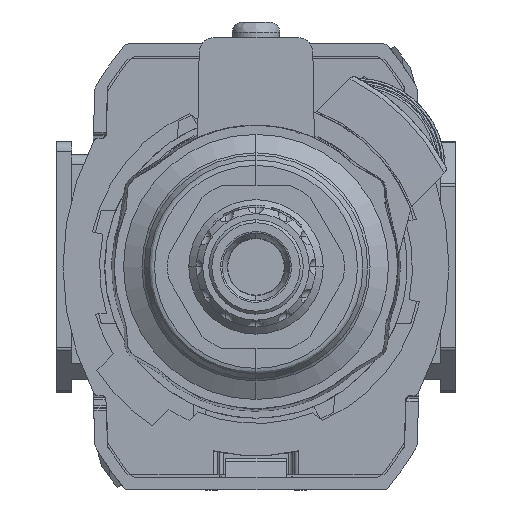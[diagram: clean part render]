
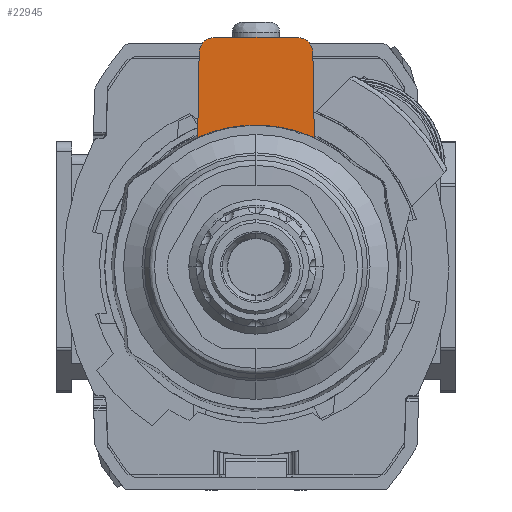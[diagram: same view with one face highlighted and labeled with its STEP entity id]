
A CAD part, front view. The second image highlights one B-rep face of the part: STEP entity #22945.
In plain terms, the highlighted planar face has unit normal (0, -1, 0).
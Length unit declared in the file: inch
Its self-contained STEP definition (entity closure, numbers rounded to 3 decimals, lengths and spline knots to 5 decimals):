
#481 = VECTOR ( 'NONE', #5282, 39.37008 ) ;
#701 = VERTEX_POINT ( 'NONE', #38018 ) ;
#757 = ORIENTED_EDGE ( 'NONE', *, *, #42707, .F. ) ;
#1205 = CIRCLE ( 'NONE', #29212, 0.07087 ) ;
#1470 = ORIENTED_EDGE ( 'NONE', *, *, #4324, .F. ) ;
#1592 = AXIS2_PLACEMENT_3D ( 'NONE', #25669, #4866, #25011 ) ;
#2147 = VERTEX_POINT ( 'NONE', #13878 ) ;
#3144 = VECTOR ( 'NONE', #20502, 39.37008 ) ;
#3341 = EDGE_CURVE ( 'NONE', #2147, #11519, #39589, .T. ) ;
#3549 = FACE_OUTER_BOUND ( 'NONE', #5968, .T. ) ;
#4324 = EDGE_CURVE ( 'NONE', #28562, #10197, #28041, .T. ) ;
#4866 = DIRECTION ( 'NONE',  ( 0., 1., 0. ) ) ;
#5019 = DIRECTION ( 'NONE',  ( 0., 1., 0. ) ) ;
#5282 = DIRECTION ( 'NONE',  ( 0.017, 0., -1. ) ) ;
#5403 = CARTESIAN_POINT ( 'NONE',  ( 0.25754, -3.1311, 0.59835 ) ) ;
#5968 = EDGE_LOOP ( 'NONE', ( #1470, #32156, #25711, #35127, #37987, #757 ) ) ;
#6499 = CARTESIAN_POINT ( 'NONE',  ( -0.19005, -3.1311, 1.05315 ) ) ;
#9110 = CARTESIAN_POINT ( 'NONE',  ( -0.24731, -3.1311, 0.60265 ) ) ;
#9327 = CARTESIAN_POINT ( 'NONE',  ( 0.16165, -3.1311, 0.63611 ) ) ;
#9692 = PLANE ( 'NONE',  #13808 ) ;
#10197 = VERTEX_POINT ( 'NONE', #30283 ) ;
#10856 = VECTOR ( 'NONE', #35205, 39.37008 ) ;
#11519 = VERTEX_POINT ( 'NONE', #23192 ) ;
#12615 = EDGE_CURVE ( 'NONE', #11519, #28562, #30178, .T. ) ;
#13498 = CARTESIAN_POINT ( 'NONE',  ( 0.26086, -3.1311, 0.98352 ) ) ;
#13508 = VERTEX_POINT ( 'NONE', #16343 ) ;
#13808 = AXIS2_PLACEMENT_3D ( 'NONE', #22851, #16481, #19354 ) ;
#13878 = CARTESIAN_POINT ( 'NONE',  ( -0.19005, -3.1311, 1.05315 ) ) ;
#16343 = CARTESIAN_POINT ( 'NONE',  ( -0.2609, -3.1311, 0.98352 ) ) ;
#16481 = DIRECTION ( 'NONE',  ( 0., 1., 0. ) ) ;
#18764 = CARTESIAN_POINT ( 'NONE',  ( 0.08084, -3.1311, 0.65133 ) ) ;
#19354 = DIRECTION ( 'NONE',  ( 0., 0., 1. ) ) ;
#20502 = DIRECTION ( 'NONE',  ( 1., 0., 0. ) ) ;
#21394 = CARTESIAN_POINT ( 'NONE',  ( -0.27343, -3.1311, 0.26575 ) ) ;
#22851 = CARTESIAN_POINT ( 'NONE',  ( -0.19005, -3.1311, 0.98228 ) ) ;
#22912 = CARTESIAN_POINT ( 'NONE',  ( -0.08084, -3.1311, 0.65133 ) ) ;
#22945 = ADVANCED_FACE ( 'NONE', ( #3549 ), #9692, .F. ) ;
#23192 = CARTESIAN_POINT ( 'NONE',  ( 0.19001, -3.1311, 1.05315 ) ) ;
#23474 = EDGE_CURVE ( 'NONE', #13508, #2147, #1205, .T. ) ;
#23698 = B_SPLINE_CURVE_WITH_KNOTS ( 'NONE', 3,
 ( #29261, #5403, #39125, #9327, #18764, #22912, #35430, #9110, #39347, #25547 ),
 .UNSPECIFIED., .F., .F.,
 ( 4, 2, 2, 2, 4 ),
 ( 0., 0.06041, 0.49996, 0.93951, 1. ),
 .UNSPECIFIED. ) ;
#24673 = LINE ( 'NONE', #21394, #10856 ) ;
#25011 = DIRECTION ( 'NONE',  ( 0., 0., -1. ) ) ;
#25547 = CARTESIAN_POINT ( 'NONE',  ( -0.2677, -3.1311, 0.59376 ) ) ;
#25669 = CARTESIAN_POINT ( 'NONE',  ( 0.19001, -3.1311, 0.98228 ) ) ;
#25711 = ORIENTED_EDGE ( 'NONE', *, *, #3341, .F. ) ;
#28041 = LINE ( 'NONE', #28268, #481 ) ;
#28268 = CARTESIAN_POINT ( 'NONE',  ( 0.26086, -3.1311, 0.98352 ) ) ;
#28562 = VERTEX_POINT ( 'NONE', #13498 ) ;
#29212 = AXIS2_PLACEMENT_3D ( 'NONE', #35034, #5019, #38538 ) ;
#29261 = CARTESIAN_POINT ( 'NONE',  ( 0.26766, -3.1311, 0.59378 ) ) ;
#30178 = CIRCLE ( 'NONE', #1592, 0.07087 ) ;
#30283 = CARTESIAN_POINT ( 'NONE',  ( 0.26766, -3.1311, 0.59378 ) ) ;
#32156 = ORIENTED_EDGE ( 'NONE', *, *, #12615, .F. ) ;
#35034 = CARTESIAN_POINT ( 'NONE',  ( -0.19005, -3.1311, 0.98228 ) ) ;
#35127 = ORIENTED_EDGE ( 'NONE', *, *, #23474, .F. ) ;
#35205 = DIRECTION ( 'NONE',  ( 0.017, 0., 1. ) ) ;
#35430 = CARTESIAN_POINT ( 'NONE',  ( -0.16165, -3.1311, 0.63611 ) ) ;
#37987 = ORIENTED_EDGE ( 'NONE', *, *, #42538, .F. ) ;
#38018 = CARTESIAN_POINT ( 'NONE',  ( -0.2677, -3.1311, 0.59376 ) ) ;
#38538 = DIRECTION ( 'NONE',  ( 0., 0., -1. ) ) ;
#39125 = CARTESIAN_POINT ( 'NONE',  ( 0.24729, -3.1311, 0.60266 ) ) ;
#39347 = CARTESIAN_POINT ( 'NONE',  ( -0.25756, -3.1311, 0.59834 ) ) ;
#39589 = LINE ( 'NONE', #6499, #3144 ) ;
#42538 = EDGE_CURVE ( 'NONE', #701, #13508, #24673, .T. ) ;
#42707 = EDGE_CURVE ( 'NONE', #10197, #701, #23698, .T. ) ;
